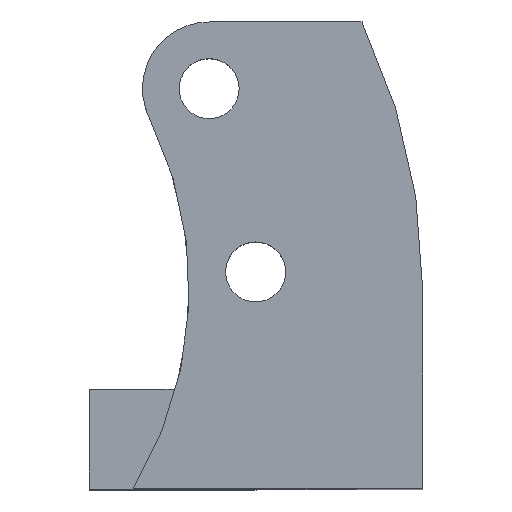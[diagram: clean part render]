
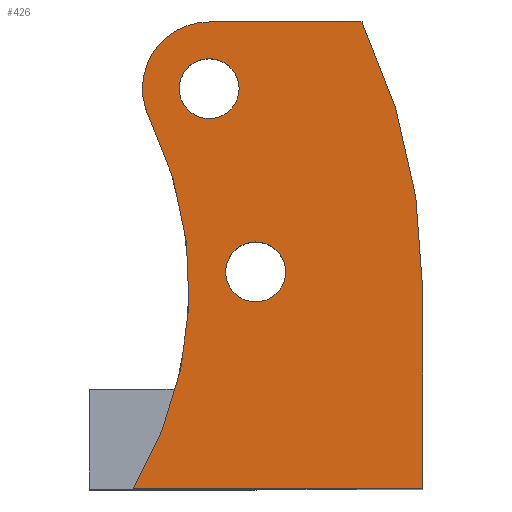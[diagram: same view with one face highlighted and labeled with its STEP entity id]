
A CAD part, top view. The second image highlights one B-rep face of the part: STEP entity #426.
In plain terms, the highlighted planar face has unit normal (0, 0, 1).
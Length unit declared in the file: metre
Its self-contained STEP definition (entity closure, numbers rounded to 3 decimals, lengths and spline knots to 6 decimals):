
#20=PLANE('',#476);
#26=CIRCLE('',#455,0.0115);
#35=CIRCLE('',#468,0.0185);
#36=CIRCLE('',#471,0.0009);
#37=CIRCLE('',#473,0.0009);
#38=CIRCLE('',#475,0.002);
#103=ORIENTED_EDGE('',*,*,#202,.F.);
#104=ORIENTED_EDGE('',*,*,#201,.F.);
#105=ORIENTED_EDGE('',*,*,#167,.F.);
#106=ORIENTED_EDGE('',*,*,#186,.T.);
#107=ORIENTED_EDGE('',*,*,#196,.T.);
#108=ORIENTED_EDGE('',*,*,#198,.T.);
#109=ORIENTED_EDGE('',*,*,#200,.T.);
#110=ORIENTED_EDGE('',*,*,#203,.T.);
#167=EDGE_CURVE('',#224,#225,#26,.T.);
#186=EDGE_CURVE('',#224,#242,#274,.T.);
#196=EDGE_CURVE('',#242,#249,#283,.T.);
#198=EDGE_CURVE('',#249,#250,#35,.T.);
#200=EDGE_CURVE('',#250,#251,#286,.T.);
#201=EDGE_CURVE('',#252,#252,#36,.T.);
#202=EDGE_CURVE('',#253,#253,#37,.T.);
#203=EDGE_CURVE('',#251,#225,#38,.T.);
#224=VERTEX_POINT('',#637);
#225=VERTEX_POINT('',#639);
#242=VERTEX_POINT('',#686);
#249=VERTEX_POINT('',#714);
#250=VERTEX_POINT('',#718);
#251=VERTEX_POINT('',#722);
#252=VERTEX_POINT('',#726);
#253=VERTEX_POINT('',#729);
#274=LINE('',#687,#304);
#283=LINE('',#715,#313);
#286=LINE('',#723,#316);
#304=VECTOR('',#540,1.);
#313=VECTOR('',#551,1.);
#316=VECTOR('',#560,1.);
#338=EDGE_LOOP('',(#103));
#339=EDGE_LOOP('',(#104));
#340=EDGE_LOOP('',(#105,#106,#107,#108,#109,#110));
#379=FACE_BOUND('',#338,.T.);
#380=FACE_BOUND('',#339,.T.);
#381=FACE_BOUND('',#340,.T.);
#426=ADVANCED_FACE('',(#379,#380,#381),#20,.T.);
#455=AXIS2_PLACEMENT_3D('',#638,#509,#510);
#468=AXIS2_PLACEMENT_3D('',#719,#555,#556);
#471=AXIS2_PLACEMENT_3D('',#725,#563,#564);
#473=AXIS2_PLACEMENT_3D('',#728,#567,#568);
#475=AXIS2_PLACEMENT_3D('',#731,#571,#572);
#476=AXIS2_PLACEMENT_3D('',#732,#573,#574);
#509=DIRECTION('',(0.,0.,1.));
#510=DIRECTION('',(1.,0.,0.));
#540=DIRECTION('',(1.,0.,0.));
#551=DIRECTION('',(0.,1.,0.));
#555=DIRECTION('',(0.,0.,1.));
#556=DIRECTION('',(1.,0.,0.));
#560=DIRECTION('',(-1.,0.,0.));
#563=DIRECTION('',(0.,0.,1.));
#564=DIRECTION('',(1.,0.,0.));
#567=DIRECTION('',(0.,0.,1.));
#568=DIRECTION('',(1.,0.,0.));
#571=DIRECTION('',(0.,0.,1.));
#572=DIRECTION('',(1.,0.,0.));
#573=DIRECTION('',(0.,0.,1.));
#574=DIRECTION('',(1.,0.,0.));
#637=CARTESIAN_POINT('',(-0.004345,0.,0.003));
#638=CARTESIAN_POINT('',(-0.014155,0.006,0.003));
#639=CARTESIAN_POINT('',(-0.003854,0.011111,0.003));
#686=CARTESIAN_POINT('',(0.004345,0.,0.003));
#687=CARTESIAN_POINT('',(0.,0.,0.003));
#714=CARTESIAN_POINT('',(0.004345,0.006,0.003));
#715=CARTESIAN_POINT('',(0.004345,0.003,0.003));
#718=CARTESIAN_POINT('',(0.002525,0.014,0.003));
#719=CARTESIAN_POINT('',(-0.014155,0.006,0.003));
#722=CARTESIAN_POINT('',(-0.002062,0.014,0.003));
#723=CARTESIAN_POINT('',(0.000232,0.014,0.003));
#725=CARTESIAN_POINT('',(-0.002062,0.012,0.003));
#726=CARTESIAN_POINT('',(-0.001162,0.012,0.003));
#728=CARTESIAN_POINT('',(-0.000665,0.0065,0.003));
#729=CARTESIAN_POINT('',(0.000235,0.0065,0.003));
#731=CARTESIAN_POINT('',(-0.002062,0.012,0.003));
#732=CARTESIAN_POINT('',(-0.011655,0.006,0.003));
